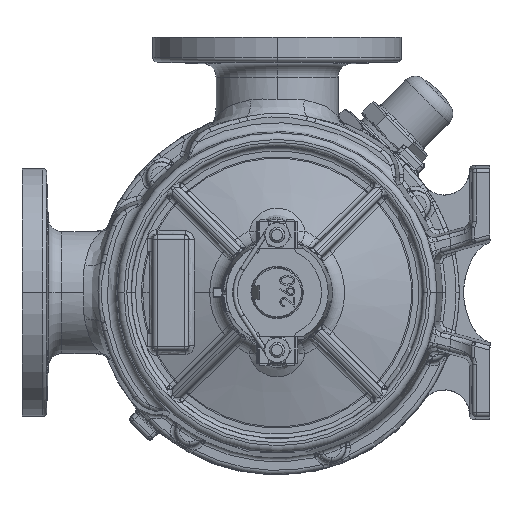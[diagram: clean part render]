
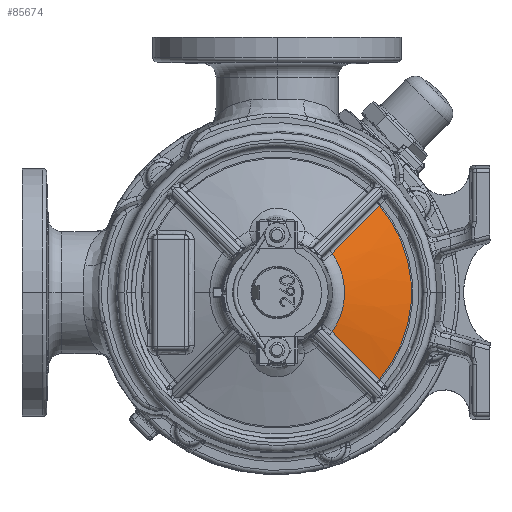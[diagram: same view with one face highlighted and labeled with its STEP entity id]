
A CAD part, left-side view. The second image highlights one B-rep face of the part: STEP entity #85674.
In plain terms, the highlighted conical face has half-angle 72.531 degrees and reference radius 96.174 mm.
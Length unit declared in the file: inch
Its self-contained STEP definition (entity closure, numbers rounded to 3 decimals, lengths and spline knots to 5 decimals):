
#391 = CARTESIAN_POINT ( 'NONE',  ( -4.72469, -2.65808, 2.23276 ) ) ;
#910 = CARTESIAN_POINT ( 'NONE',  ( -5.21844, -1.54826, 1.10534 ) ) ;
#1181 = DIRECTION ( 'NONE',  ( 0., 1., 0. ) ) ;
#6523 = EDGE_CURVE ( 'NONE', #20939, #62646, #128714, .T. ) ;
#8581 = AXIS2_PLACEMENT_3D ( 'NONE', #145316, #73260, #1181 ) ;
#8895 = EDGE_LOOP ( 'NONE', ( #106359, #155499, #32901, #126474 ) ) ;
#14173 = VERTEX_POINT ( 'NONE', #58135 ) ;
#20939 = VERTEX_POINT ( 'NONE', #141336 ) ;
#28500 = DIRECTION ( 'NONE',  ( 1., 0., 0. ) ) ;
#32901 = ORIENTED_EDGE ( 'NONE', *, *, #133767, .T. ) ;
#34319 = CARTESIAN_POINT ( 'NONE',  ( -4.62553, 0., 0. ) ) ;
#36422 = FACE_OUTER_BOUND ( 'NONE', #8895, .T. ) ;
#36445 = VERTEX_POINT ( 'NONE', #103022 ) ;
#39392 = CARTESIAN_POINT ( 'NONE',  ( -5.02154, -1.99261, -1.55615 ) ) ;
#46462 = DIRECTION ( 'NONE',  ( 0., 1., 0. ) ) ;
#51447 = CARTESIAN_POINT ( 'NONE',  ( -4.72469, -2.65808, -2.23276 ) ) ;
#58135 = CARTESIAN_POINT ( 'NONE',  ( -5.21844, -1.54826, -1.10534 ) ) ;
#60960 = CARTESIAN_POINT ( 'NONE',  ( -4.82376, -2.43635, 2.00719 ) ) ;
#62646 = VERTEX_POINT ( 'NONE', #89441 ) ;
#70455 = AXIS2_PLACEMENT_3D ( 'NONE', #112494, #28500, #123625 ) ;
#71522 = CIRCLE ( 'NONE', #8581, 1.90234 ) ;
#72992 = CARTESIAN_POINT ( 'NONE',  ( -5.12028, -1.77064, 1.33068 ) ) ;
#73260 = DIRECTION ( 'NONE',  ( 1., 0., 0. ) ) ;
#80565 = B_SPLINE_CURVE_WITH_KNOTS ( 'NONE', 3,
 ( #120859, #391, #60960, #145074, #72992, #910 ),
 .UNSPECIFIED., .F., .F.,
 ( 4, 2, 4 ),
 ( 0., 0.02526, 0.05051 ),
 .UNSPECIFIED. ) ;
#85674 = ADVANCED_FACE ( 'NONE', ( #36422 ), #92829, .T. ) ;
#89441 = CARTESIAN_POINT ( 'NONE',  ( -4.62553, -2.87976, -2.45835 ) ) ;
#92829 = CONICAL_SURFACE ( 'NONE', #70455, 3.78636, 1.266 ) ;
#99266 = CARTESIAN_POINT ( 'NONE',  ( -5.21844, -1.54826, -1.10534 ) ) ;
#103022 = CARTESIAN_POINT ( 'NONE',  ( -5.21844, -1.54826, 1.10534 ) ) ;
#106359 = ORIENTED_EDGE ( 'NONE', *, *, #6523, .F. ) ;
#107986 = EDGE_CURVE ( 'NONE', #14173, #62646, #121498, .T. ) ;
#110802 = CARTESIAN_POINT ( 'NONE',  ( -5.12028, -1.77064, -1.33067 ) ) ;
#112494 = CARTESIAN_POINT ( 'NONE',  ( -4.62553, 0., 0. ) ) ;
#118441 = DIRECTION ( 'NONE',  ( 1., 0., 0. ) ) ;
#120859 = CARTESIAN_POINT ( 'NONE',  ( -4.62553, -2.87976, 2.45835 ) ) ;
#121498 = B_SPLINE_CURVE_WITH_KNOTS ( 'NONE', 3,
 ( #99266, #110802, #39392, #123432, #51447, #135601 ),
 .UNSPECIFIED., .F., .F.,
 ( 4, 2, 4 ),
 ( 0., 0.02526, 0.05051 ),
 .UNSPECIFIED. ) ;
#123432 = CARTESIAN_POINT ( 'NONE',  ( -4.82376, -2.43635, -2.00719 ) ) ;
#123625 = DIRECTION ( 'NONE',  ( 0., 1., 0. ) ) ;
#126474 = ORIENTED_EDGE ( 'NONE', *, *, #107986, .T. ) ;
#128714 = CIRCLE ( 'NONE', #137479, 3.78636 ) ;
#133767 = EDGE_CURVE ( 'NONE', #36445, #14173, #71522, .T. ) ;
#134827 = EDGE_CURVE ( 'NONE', #20939, #36445, #80565, .T. ) ;
#135601 = CARTESIAN_POINT ( 'NONE',  ( -4.62553, -2.87976, -2.45835 ) ) ;
#137479 = AXIS2_PLACEMENT_3D ( 'NONE', #34319, #118441, #46462 ) ;
#141336 = CARTESIAN_POINT ( 'NONE',  ( -4.62553, -2.87976, 2.45835 ) ) ;
#145074 = CARTESIAN_POINT ( 'NONE',  ( -5.02154, -1.99261, 1.55615 ) ) ;
#145316 = CARTESIAN_POINT ( 'NONE',  ( -5.21844, 0., 0. ) ) ;
#155499 = ORIENTED_EDGE ( 'NONE', *, *, #134827, .T. ) ;
